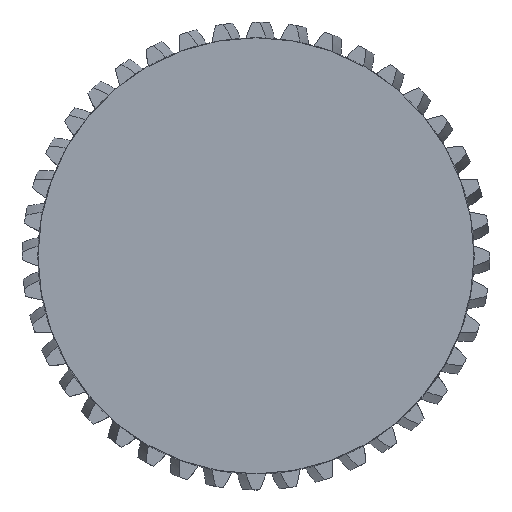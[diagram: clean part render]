
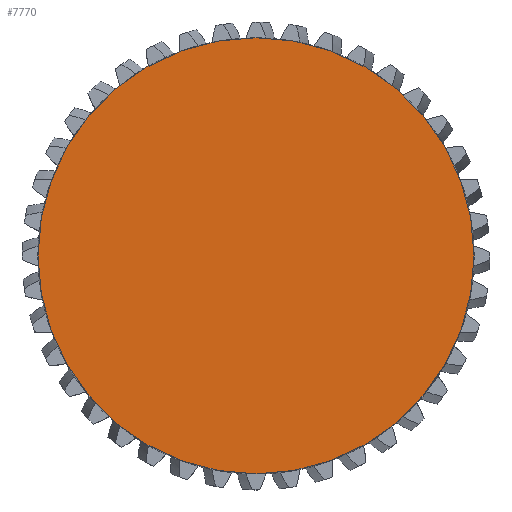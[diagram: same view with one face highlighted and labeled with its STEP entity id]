
A CAD part, top view. The second image highlights one B-rep face of the part: STEP entity #7770.
In plain terms, the highlighted planar face has unit normal (0, 0, 1).
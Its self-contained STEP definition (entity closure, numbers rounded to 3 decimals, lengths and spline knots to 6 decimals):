
#1098=CIRCLE('',#8474,0.016);
#1707=ORIENTED_EDGE('',*,*,#4359,.T.);
#4359=EDGE_CURVE('',#5686,#5686,#1098,.T.);
#5686=VERTEX_POINT('',#12848);
#6615=EDGE_LOOP('',(#1707));
#7151=FACE_BOUND('',#6615,.T.);
#7683=PLANE('',#8476);
#7770=ADVANCED_FACE('',(#7151),#7683,.T.);
#8474=AXIS2_PLACEMENT_3D('',#12847,#9416,#9417);
#8476=AXIS2_PLACEMENT_3D('',#12851,#9420,#9421);
#9416=DIRECTION('',(0.,0.,1.));
#9417=DIRECTION('',(1.,0.,0.));
#9420=DIRECTION('',(0.,0.,1.));
#9421=DIRECTION('',(1.,0.,0.));
#12847=CARTESIAN_POINT('',(0.02,0.01635,0.0035));
#12848=CARTESIAN_POINT('',(0.036,0.01635,0.0035));
#12851=CARTESIAN_POINT('',(-0.005401,0.,0.0035));
